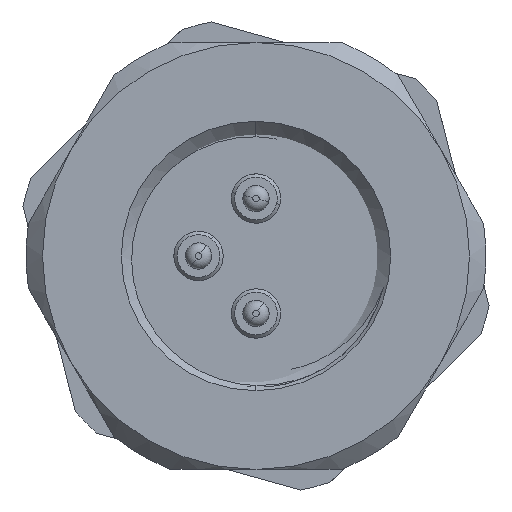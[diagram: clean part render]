
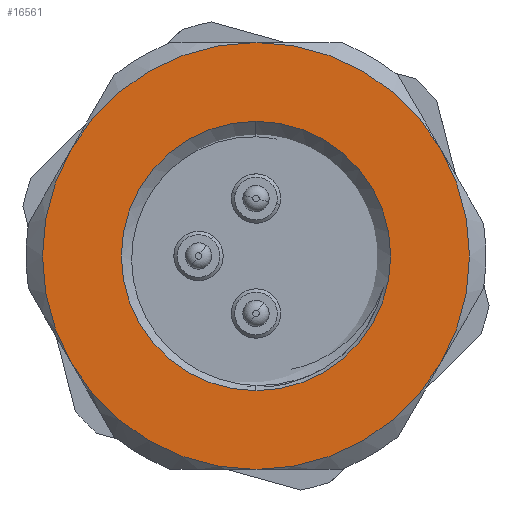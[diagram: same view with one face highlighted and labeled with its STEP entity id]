
A CAD part, left-side view. The second image highlights one B-rep face of the part: STEP entity #16561.
In plain terms, the highlighted planar face has unit normal (-1, 0, 0).
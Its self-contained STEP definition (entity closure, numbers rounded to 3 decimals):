
#527 = VERTEX_POINT ( 'NONE', #3659 ) ;
#618 = EDGE_LOOP ( 'NONE', ( #8968, #3058, #18981, #9239, #10805, #14038 ) ) ;
#797 = CARTESIAN_POINT ( 'NONE',  ( -13.6, 0., 0. ) ) ;
#1052 = EDGE_CURVE ( 'NONE', #12788, #7301, #14866, .T. ) ;
#1551 = CIRCLE ( 'NONE', #9036, 6.5 ) ;
#1630 = EDGE_LOOP ( 'NONE', ( #4763, #6954 ) ) ;
#1798 = CARTESIAN_POINT ( 'NONE',  ( -13.6, 0., -4.1 ) ) ;
#2064 = DIRECTION ( 'NONE',  ( 0., 0., -1. ) ) ;
#2392 = DIRECTION ( 'NONE',  ( 1., 0., 0. ) ) ;
#3058 = ORIENTED_EDGE ( 'NONE', *, *, #15862, .T. ) ;
#3264 = AXIS2_PLACEMENT_3D ( 'NONE', #13262, #10345, #10442 ) ;
#3659 = CARTESIAN_POINT ( 'NONE',  ( -13.6, 0., -6.5 ) ) ;
#4068 = EDGE_CURVE ( 'NONE', #4374, #12544, #11184, .T. ) ;
#4204 = EDGE_CURVE ( 'NONE', #7301, #527, #10870, .T. ) ;
#4229 = DIRECTION ( 'NONE',  ( -1., 0., 0. ) ) ;
#4374 = VERTEX_POINT ( 'NONE', #1798 ) ;
#4763 = ORIENTED_EDGE ( 'NONE', *, *, #15638, .T. ) ;
#5312 = DIRECTION ( 'NONE',  ( 0., 0., -1. ) ) ;
#5537 = CIRCLE ( 'NONE', #18603, 4.1 ) ;
#5682 = EDGE_CURVE ( 'NONE', #13456, #12788, #18978, .T. ) ;
#6472 = AXIS2_PLACEMENT_3D ( 'NONE', #14567, #4229, #10372 ) ;
#6581 = DIRECTION ( 'NONE',  ( -1., 0., 0. ) ) ;
#6643 = DIRECTION ( 'NONE',  ( 0., 0., -1. ) ) ;
#6708 = EDGE_CURVE ( 'NONE', #14756, #13456, #1551, .T. ) ;
#6954 = ORIENTED_EDGE ( 'NONE', *, *, #4068, .T. ) ;
#7000 = AXIS2_PLACEMENT_3D ( 'NONE', #15646, #6581, #5312 ) ;
#7301 = VERTEX_POINT ( 'NONE', #9648 ) ;
#7921 = CIRCLE ( 'NONE', #7000, 6.5 ) ;
#8106 = DIRECTION ( 'NONE',  ( -1., 0., 0. ) ) ;
#8344 = DIRECTION ( 'NONE',  ( 0., 0., -1. ) ) ;
#8802 = CARTESIAN_POINT ( 'NONE',  ( -13.6, -5.629, 3.25 ) ) ;
#8958 = DIRECTION ( 'NONE',  ( 0., 0., -1. ) ) ;
#8968 = ORIENTED_EDGE ( 'NONE', *, *, #18666, .T. ) ;
#9036 = AXIS2_PLACEMENT_3D ( 'NONE', #10238, #19098, #19004 ) ;
#9056 = DIRECTION ( 'NONE',  ( 1., 0., 0. ) ) ;
#9239 = ORIENTED_EDGE ( 'NONE', *, *, #5682, .T. ) ;
#9348 = CARTESIAN_POINT ( 'NONE',  ( -13.6, 7., 0. ) ) ;
#9648 = CARTESIAN_POINT ( 'NONE',  ( -13.6, 5.629, -3.25 ) ) ;
#9998 = CARTESIAN_POINT ( 'NONE',  ( -13.6, 0., 6.5 ) ) ;
#10238 = CARTESIAN_POINT ( 'NONE',  ( -13.6, 0., 0. ) ) ;
#10345 = DIRECTION ( 'NONE',  ( -1., 0., 0. ) ) ;
#10372 = DIRECTION ( 'NONE',  ( 0., 0., -1. ) ) ;
#10442 = DIRECTION ( 'NONE',  ( 0., 0., -1. ) ) ;
#10579 = AXIS2_PLACEMENT_3D ( 'NONE', #16886, #8106, #2064 ) ;
#10606 = CARTESIAN_POINT ( 'NONE',  ( -13.6, 0., 4.1 ) ) ;
#10714 = AXIS2_PLACEMENT_3D ( 'NONE', #9348, #9056, #8958 ) ;
#10805 = ORIENTED_EDGE ( 'NONE', *, *, #1052, .T. ) ;
#10870 = CIRCLE ( 'NONE', #16787, 6.5 ) ;
#11057 = CIRCLE ( 'NONE', #3264, 6.5 ) ;
#11081 = CARTESIAN_POINT ( 'NONE',  ( -13.6, 5.629, 3.25 ) ) ;
#11184 = CIRCLE ( 'NONE', #12110, 4.1 ) ;
#11639 = DIRECTION ( 'NONE',  ( 0., 0., -1. ) ) ;
#12060 = FACE_BOUND ( 'NONE', #1630, .T. ) ;
#12110 = AXIS2_PLACEMENT_3D ( 'NONE', #18678, #2392, #8344 ) ;
#12544 = VERTEX_POINT ( 'NONE', #10606 ) ;
#12788 = VERTEX_POINT ( 'NONE', #11081 ) ;
#13110 = DIRECTION ( 'NONE',  ( -1., 0., 0. ) ) ;
#13262 = CARTESIAN_POINT ( 'NONE',  ( -13.6, 0., 0. ) ) ;
#13456 = VERTEX_POINT ( 'NONE', #9998 ) ;
#14038 = ORIENTED_EDGE ( 'NONE', *, *, #4204, .T. ) ;
#14567 = CARTESIAN_POINT ( 'NONE',  ( -13.6, 0., 0. ) ) ;
#14608 = CARTESIAN_POINT ( 'NONE',  ( -13.6, -5.629, -3.25 ) ) ;
#14756 = VERTEX_POINT ( 'NONE', #8802 ) ;
#14866 = CIRCLE ( 'NONE', #6472, 6.5 ) ;
#14890 = PLANE ( 'NONE',  #10714 ) ;
#15638 = EDGE_CURVE ( 'NONE', #12544, #4374, #5537, .T. ) ;
#15646 = CARTESIAN_POINT ( 'NONE',  ( -13.6, 0., 0. ) ) ;
#15862 = EDGE_CURVE ( 'NONE', #16412, #14756, #11057, .T. ) ;
#16233 = CARTESIAN_POINT ( 'NONE',  ( -13.6, 0., 0. ) ) ;
#16412 = VERTEX_POINT ( 'NONE', #14608 ) ;
#16561 = ADVANCED_FACE ( 'NONE', ( #12060, #18015 ), #14890, .F. ) ;
#16787 = AXIS2_PLACEMENT_3D ( 'NONE', #16233, #13110, #11639 ) ;
#16886 = CARTESIAN_POINT ( 'NONE',  ( -13.6, 0., 0. ) ) ;
#18015 = FACE_OUTER_BOUND ( 'NONE', #618, .T. ) ;
#18603 = AXIS2_PLACEMENT_3D ( 'NONE', #797, #18634, #6643 ) ;
#18634 = DIRECTION ( 'NONE',  ( 1., 0., 0. ) ) ;
#18666 = EDGE_CURVE ( 'NONE', #527, #16412, #7921, .T. ) ;
#18678 = CARTESIAN_POINT ( 'NONE',  ( -13.6, 0., 0. ) ) ;
#18978 = CIRCLE ( 'NONE', #10579, 6.5 ) ;
#18981 = ORIENTED_EDGE ( 'NONE', *, *, #6708, .T. ) ;
#19004 = DIRECTION ( 'NONE',  ( 0., 0., -1. ) ) ;
#19098 = DIRECTION ( 'NONE',  ( -1., 0., 0. ) ) ;
